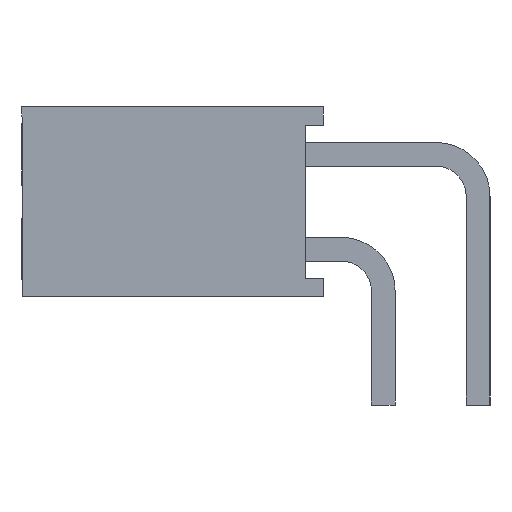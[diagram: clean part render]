
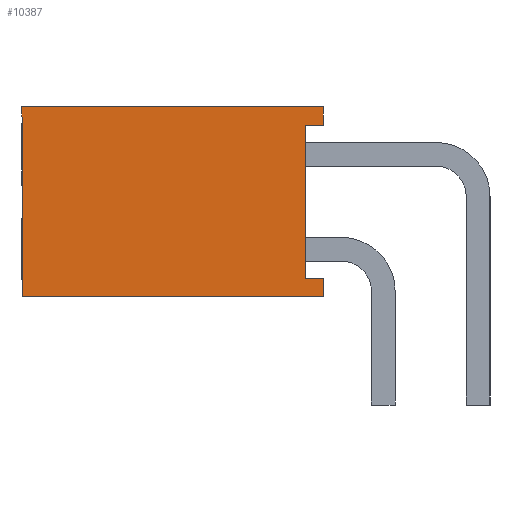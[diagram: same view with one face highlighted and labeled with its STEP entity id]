
A CAD part, left-side view. The second image highlights one B-rep face of the part: STEP entity #10387.
In plain terms, the highlighted planar face has unit normal (-1, 0, 0).
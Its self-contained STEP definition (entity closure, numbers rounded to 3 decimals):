
#501=FACE_OUTER_BOUND('',#1081,.T.);
#1081=EDGE_LOOP('',(#8143,#8144,#8145,#8146,#8147,#8148,#8149,#8150));
#2234=LINE('',#15913,#3578);
#2237=LINE('',#15919,#3581);
#2241=LINE('',#15925,#3585);
#2242=LINE('',#15927,#3586);
#2243=LINE('',#15929,#3587);
#2244=LINE('',#15931,#3588);
#2245=LINE('',#15933,#3589);
#2246=LINE('',#15934,#3590);
#3578=VECTOR('',#12992,0.381);
#3581=VECTOR('',#12997,0.381);
#3585=VECTOR('',#13005,3.238);
#3586=VECTOR('',#13006,0.381);
#3587=VECTOR('',#13007,6.35);
#3588=VECTOR('',#13008,4.);
#3589=VECTOR('',#13009,6.35);
#3590=VECTOR('',#13010,0.381);
#4775=VERTEX_POINT('',#15910);
#4776=VERTEX_POINT('',#15912);
#4777=VERTEX_POINT('',#15916);
#4778=VERTEX_POINT('',#15918);
#4779=VERTEX_POINT('',#15926);
#4780=VERTEX_POINT('',#15928);
#4781=VERTEX_POINT('',#15930);
#4782=VERTEX_POINT('',#15932);
#6002=EDGE_CURVE('',#4776,#4775,#2234,.T.);
#6005=EDGE_CURVE('',#4778,#4777,#2237,.T.);
#6009=EDGE_CURVE('',#4775,#4778,#2241,.T.);
#6010=EDGE_CURVE('',#4779,#4777,#2242,.T.);
#6011=EDGE_CURVE('',#4780,#4779,#2243,.T.);
#6012=EDGE_CURVE('',#4780,#4781,#2244,.T.);
#6013=EDGE_CURVE('',#4781,#4782,#2245,.T.);
#6014=EDGE_CURVE('',#4776,#4782,#2246,.T.);
#8143=ORIENTED_EDGE('',*,*,#6002,.T.);
#8144=ORIENTED_EDGE('',*,*,#6009,.T.);
#8145=ORIENTED_EDGE('',*,*,#6005,.T.);
#8146=ORIENTED_EDGE('',*,*,#6010,.F.);
#8147=ORIENTED_EDGE('',*,*,#6011,.F.);
#8148=ORIENTED_EDGE('',*,*,#6012,.T.);
#8149=ORIENTED_EDGE('',*,*,#6013,.T.);
#8150=ORIENTED_EDGE('',*,*,#6014,.F.);
#9815=PLANE('',#11103);
#10387=ADVANCED_FACE('',(#501),#9815,.T.);
#11103=AXIS2_PLACEMENT_3D('',#15924,#13003,#13004);
#12992=DIRECTION('',(0.,1.,0.));
#12997=DIRECTION('',(0.,-1.,0.));
#13003=DIRECTION('center_axis',(-1.,0.,0.));
#13004=DIRECTION('ref_axis',(0.,0.,1.));
#13005=DIRECTION('',(0.,0.,1.));
#13006=DIRECTION('',(0.,0.,-1.));
#13007=DIRECTION('',(0.,-1.,0.));
#13008=DIRECTION('',(0.,0.,-1.));
#13009=DIRECTION('',(0.,-1.,0.));
#13010=DIRECTION('',(0.,0.,-1.));
#15910=CARTESIAN_POINT('',(-15.15,2.651,0.381));
#15912=CARTESIAN_POINT('',(-15.15,2.27,0.381));
#15913=CARTESIAN_POINT('',(-15.15,5.445,0.381));
#15916=CARTESIAN_POINT('',(-15.15,2.27,3.619));
#15918=CARTESIAN_POINT('',(-15.15,2.651,3.619));
#15919=CARTESIAN_POINT('',(-15.15,5.445,3.619));
#15924=CARTESIAN_POINT('Origin',(-15.15,8.62,4.));
#15925=CARTESIAN_POINT('',(-15.15,2.651,3.));
#15926=CARTESIAN_POINT('',(-15.15,2.27,4.));
#15927=CARTESIAN_POINT('',(-15.15,2.27,4.));
#15928=CARTESIAN_POINT('',(-15.15,8.62,4.));
#15929=CARTESIAN_POINT('',(-15.15,8.62,4.));
#15930=CARTESIAN_POINT('',(-15.15,8.62,0.));
#15931=CARTESIAN_POINT('',(-15.15,8.62,4.));
#15932=CARTESIAN_POINT('',(-15.15,2.27,0.));
#15933=CARTESIAN_POINT('',(-15.15,8.62,0.));
#15934=CARTESIAN_POINT('',(-15.15,2.27,4.));
